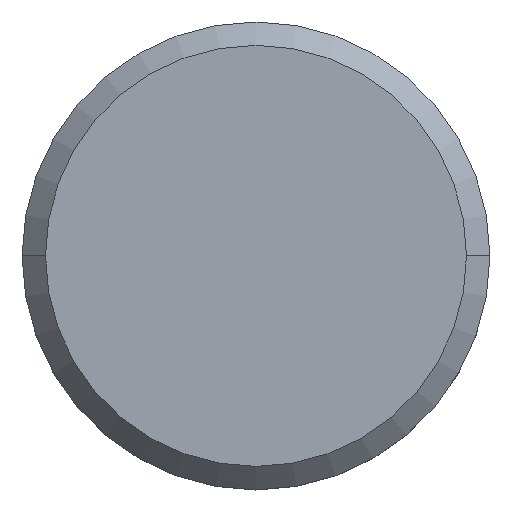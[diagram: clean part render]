
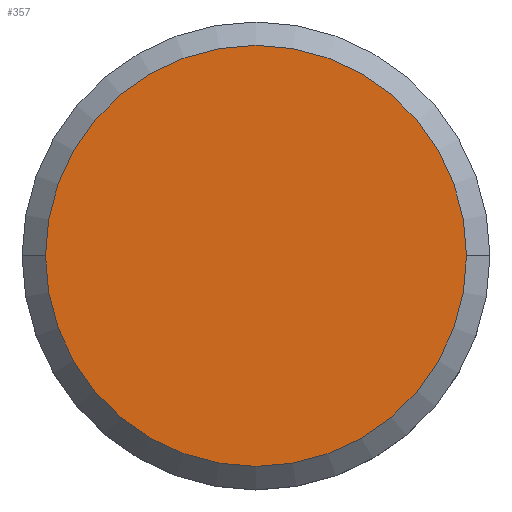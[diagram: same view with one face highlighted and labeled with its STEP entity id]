
A CAD part, top view. The second image highlights one B-rep face of the part: STEP entity #357.
In plain terms, the highlighted planar face has unit normal (0, 0, 1).
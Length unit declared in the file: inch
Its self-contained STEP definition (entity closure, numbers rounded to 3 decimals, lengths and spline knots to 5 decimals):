
#4 = ORIENTED_EDGE ( 'NONE', *, *, #372, .T. ) ;
#25 = CIRCLE ( 'NONE', #148, 0.16875 ) ;
#81 = VERTEX_POINT ( 'NONE', #112 ) ;
#106 = AXIS2_PLACEMENT_3D ( 'NONE', #409, #410, #411 ) ;
#112 = CARTESIAN_POINT ( 'NONE',  ( 0.16875, 0., 2.59375 ) ) ;
#148 = AXIS2_PLACEMENT_3D ( 'NONE', #429, #332, #367 ) ;
#156 = CARTESIAN_POINT ( 'NONE',  ( 0., 0., 2.59375 ) ) ;
#160 = DIRECTION ( 'NONE',  ( 1., 0., 0. ) ) ;
#163 = DIRECTION ( 'NONE',  ( 0., 0., 1. ) ) ;
#169 = AXIS2_PLACEMENT_3D ( 'NONE', #156, #163, #160 ) ;
#172 = FACE_OUTER_BOUND ( 'NONE', #422, .T. ) ;
#212 = ORIENTED_EDGE ( 'NONE', *, *, #298, .T. ) ;
#223 = VERTEX_POINT ( 'NONE', #232 ) ;
#232 = CARTESIAN_POINT ( 'NONE',  ( -0.16875, 0., 2.59375 ) ) ;
#235 = PLANE ( 'NONE',  #169 ) ;
#298 = EDGE_CURVE ( 'NONE', #81, #223, #300, .T. ) ;
#300 = CIRCLE ( 'NONE', #106, 0.16875 ) ;
#332 = DIRECTION ( 'NONE',  ( 0., 0., 1. ) ) ;
#357 = ADVANCED_FACE ( 'NONE', ( #172 ), #235, .T. ) ;
#367 = DIRECTION ( 'NONE',  ( 1., 0., 0. ) ) ;
#372 = EDGE_CURVE ( 'NONE', #223, #81, #25, .T. ) ;
#409 = CARTESIAN_POINT ( 'NONE',  ( 0., 0., 2.59375 ) ) ;
#410 = DIRECTION ( 'NONE',  ( 0., 0., 1. ) ) ;
#411 = DIRECTION ( 'NONE',  ( 1., 0., 0. ) ) ;
#422 = EDGE_LOOP ( 'NONE', ( #4, #212 ) ) ;
#429 = CARTESIAN_POINT ( 'NONE',  ( 0., 0., 2.59375 ) ) ;
